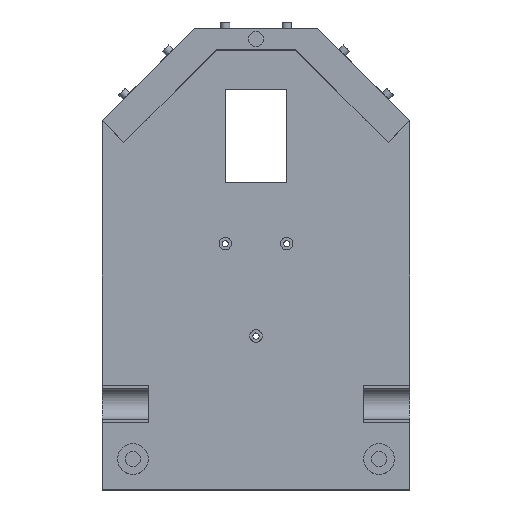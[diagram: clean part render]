
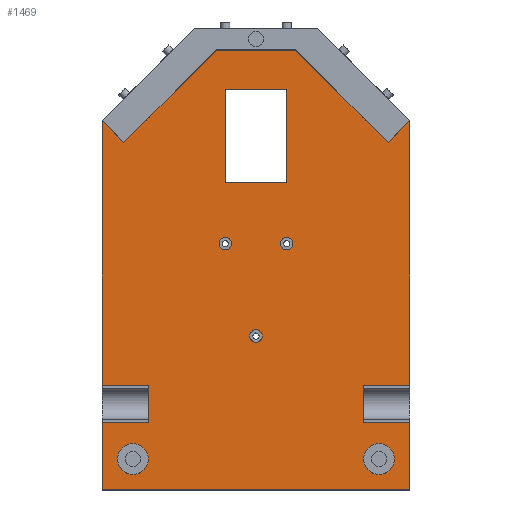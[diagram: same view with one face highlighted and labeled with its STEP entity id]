
A CAD part, top view. The second image highlights one B-rep face of the part: STEP entity #1469.
In plain terms, the highlighted planar face has unit normal (0, 0, 1).
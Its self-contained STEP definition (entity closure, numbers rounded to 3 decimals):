
#21=FACE_BOUND('',#498,.T.);
#22=FACE_BOUND('',#499,.T.);
#23=FACE_BOUND('',#500,.T.);
#24=FACE_BOUND('',#501,.T.);
#25=FACE_BOUND('',#502,.T.);
#26=FACE_BOUND('',#503,.T.);
#76=LINE('',#2182,#227);
#79=LINE('',#2188,#230);
#82=LINE('',#2194,#233);
#85=LINE('',#2198,#236);
#87=LINE('',#2204,#238);
#105=LINE('',#2243,#256);
#106=LINE('',#2245,#257);
#107=LINE('',#2248,#258);
#108=LINE('',#2250,#259);
#109=LINE('',#2252,#260);
#110=LINE('',#2254,#261);
#111=LINE('',#2256,#262);
#112=LINE('',#2258,#263);
#113=LINE('',#2260,#264);
#114=LINE('',#2262,#265);
#115=LINE('',#2264,#266);
#116=LINE('',#2266,#267);
#117=LINE('',#2268,#268);
#118=LINE('',#2269,#269);
#119=LINE('',#2270,#270);
#227=VECTOR('',#1748,10.);
#230=VECTOR('',#1753,10.);
#233=VECTOR('',#1758,10.);
#236=VECTOR('',#1763,10.);
#238=VECTOR('',#1767,10.);
#256=VECTOR('',#1801,10.);
#257=VECTOR('',#1804,10.);
#258=VECTOR('',#1807,10.);
#259=VECTOR('',#1808,10.);
#260=VECTOR('',#1809,10.);
#261=VECTOR('',#1810,10.);
#262=VECTOR('',#1811,10.);
#263=VECTOR('',#1812,10.);
#264=VECTOR('',#1813,10.);
#265=VECTOR('',#1814,10.);
#266=VECTOR('',#1815,10.);
#267=VECTOR('',#1816,10.);
#268=VECTOR('',#1817,10.);
#269=VECTOR('',#1818,10.);
#270=VECTOR('',#1819,10.);
#406=FACE_OUTER_BOUND('',#497,.T.);
#497=EDGE_LOOP('',(#1074,#1075,#1076,#1077,#1078,#1079,#1080,#1081,#1082,
#1083,#1084,#1085,#1086,#1087,#1088,#1089));
#498=EDGE_LOOP('',(#1090,#1091,#1092,#1093));
#499=EDGE_LOOP('',(#1094));
#500=EDGE_LOOP('',(#1095));
#501=EDGE_LOOP('',(#1096));
#502=EDGE_LOOP('',(#1097));
#503=EDGE_LOOP('',(#1098));
#606=CIRCLE('',#1581,5.);
#607=CIRCLE('',#1582,5.);
#608=CIRCLE('',#1583,2.);
#609=CIRCLE('',#1584,2.);
#610=CIRCLE('',#1585,2.);
#664=VERTEX_POINT('',#2160);
#673=VERTEX_POINT('',#2179);
#674=VERTEX_POINT('',#2181);
#676=VERTEX_POINT('',#2187);
#678=VERTEX_POINT('',#2193);
#680=VERTEX_POINT('',#2201);
#681=VERTEX_POINT('',#2203);
#693=VERTEX_POINT('',#2239);
#694=VERTEX_POINT('',#2241);
#695=VERTEX_POINT('',#2247);
#696=VERTEX_POINT('',#2249);
#697=VERTEX_POINT('',#2251);
#698=VERTEX_POINT('',#2253);
#699=VERTEX_POINT('',#2255);
#700=VERTEX_POINT('',#2257);
#701=VERTEX_POINT('',#2259);
#702=VERTEX_POINT('',#2261);
#703=VERTEX_POINT('',#2263);
#704=VERTEX_POINT('',#2265);
#705=VERTEX_POINT('',#2267);
#706=VERTEX_POINT('',#2271);
#707=VERTEX_POINT('',#2273);
#708=VERTEX_POINT('',#2275);
#709=VERTEX_POINT('',#2277);
#710=VERTEX_POINT('',#2279);
#811=EDGE_CURVE('',#674,#673,#76,.T.);
#814=EDGE_CURVE('',#676,#674,#79,.T.);
#817=EDGE_CURVE('',#678,#676,#82,.T.);
#820=EDGE_CURVE('',#673,#678,#85,.T.);
#822=EDGE_CURVE('',#681,#680,#87,.T.);
#842=EDGE_CURVE('',#693,#694,#105,.T.);
#843=EDGE_CURVE('',#694,#681,#106,.T.);
#844=EDGE_CURVE('',#680,#695,#107,.T.);
#845=EDGE_CURVE('',#695,#696,#108,.T.);
#846=EDGE_CURVE('',#696,#697,#109,.T.);
#847=EDGE_CURVE('',#697,#698,#110,.T.);
#848=EDGE_CURVE('',#698,#699,#111,.T.);
#849=EDGE_CURVE('',#699,#700,#112,.T.);
#850=EDGE_CURVE('',#700,#701,#113,.T.);
#851=EDGE_CURVE('',#701,#702,#114,.T.);
#852=EDGE_CURVE('',#702,#703,#115,.T.);
#853=EDGE_CURVE('',#703,#704,#116,.T.);
#854=EDGE_CURVE('',#704,#705,#117,.T.);
#855=EDGE_CURVE('',#705,#664,#118,.T.);
#856=EDGE_CURVE('',#664,#693,#119,.T.);
#857=EDGE_CURVE('',#706,#706,#606,.T.);
#858=EDGE_CURVE('',#707,#707,#607,.T.);
#859=EDGE_CURVE('',#708,#708,#608,.T.);
#860=EDGE_CURVE('',#709,#709,#609,.T.);
#861=EDGE_CURVE('',#710,#710,#610,.T.);
#1074=ORIENTED_EDGE('',*,*,#842,.T.);
#1075=ORIENTED_EDGE('',*,*,#843,.T.);
#1076=ORIENTED_EDGE('',*,*,#822,.T.);
#1077=ORIENTED_EDGE('',*,*,#844,.T.);
#1078=ORIENTED_EDGE('',*,*,#845,.T.);
#1079=ORIENTED_EDGE('',*,*,#846,.T.);
#1080=ORIENTED_EDGE('',*,*,#847,.T.);
#1081=ORIENTED_EDGE('',*,*,#848,.T.);
#1082=ORIENTED_EDGE('',*,*,#849,.T.);
#1083=ORIENTED_EDGE('',*,*,#850,.T.);
#1084=ORIENTED_EDGE('',*,*,#851,.T.);
#1085=ORIENTED_EDGE('',*,*,#852,.T.);
#1086=ORIENTED_EDGE('',*,*,#853,.T.);
#1087=ORIENTED_EDGE('',*,*,#854,.T.);
#1088=ORIENTED_EDGE('',*,*,#855,.T.);
#1089=ORIENTED_EDGE('',*,*,#856,.T.);
#1090=ORIENTED_EDGE('',*,*,#811,.T.);
#1091=ORIENTED_EDGE('',*,*,#820,.T.);
#1092=ORIENTED_EDGE('',*,*,#817,.T.);
#1093=ORIENTED_EDGE('',*,*,#814,.T.);
#1094=ORIENTED_EDGE('',*,*,#857,.T.);
#1095=ORIENTED_EDGE('',*,*,#858,.T.);
#1096=ORIENTED_EDGE('',*,*,#859,.T.);
#1097=ORIENTED_EDGE('',*,*,#860,.T.);
#1098=ORIENTED_EDGE('',*,*,#861,.T.);
#1407=PLANE('',#1580);
#1469=ADVANCED_FACE('',(#406,#21,#22,#23,#24,#25,#26),#1407,.T.);
#1580=AXIS2_PLACEMENT_3D('',#2246,#1805,#1806);
#1581=AXIS2_PLACEMENT_3D('',#2272,#1820,#1821);
#1582=AXIS2_PLACEMENT_3D('',#2274,#1822,#1823);
#1583=AXIS2_PLACEMENT_3D('',#2276,#1824,#1825);
#1584=AXIS2_PLACEMENT_3D('',#2278,#1826,#1827);
#1585=AXIS2_PLACEMENT_3D('',#2280,#1828,#1829);
#1748=DIRECTION('',(1.,0.,0.));
#1753=DIRECTION('',(0.,1.,0.));
#1758=DIRECTION('',(-1.,0.,0.));
#1763=DIRECTION('',(0.,-1.,0.));
#1767=DIRECTION('',(-1.,0.,0.));
#1801=DIRECTION('',(1.,0.,0.));
#1804=DIRECTION('',(0.,-1.,0.));
#1805=DIRECTION('center_axis',(0.,0.,1.));
#1806=DIRECTION('ref_axis',(1.,0.,0.));
#1807=DIRECTION('',(0.,-1.,0.));
#1808=DIRECTION('',(1.,0.,0.));
#1809=DIRECTION('',(0.,1.,0.));
#1810=DIRECTION('',(-1.,0.,0.));
#1811=DIRECTION('',(0.,1.,0.));
#1812=DIRECTION('',(1.,0.,0.));
#1813=DIRECTION('',(0.,1.,0.));
#1814=DIRECTION('',(-0.707,-0.707,0.));
#1815=DIRECTION('',(-0.707,0.707,0.));
#1816=DIRECTION('',(-1.,0.,0.));
#1817=DIRECTION('',(-0.707,-0.707,0.));
#1818=DIRECTION('',(-0.707,0.707,0.));
#1819=DIRECTION('',(0.,-1.,0.));
#1820=DIRECTION('center_axis',(0.,0.,-1.));
#1821=DIRECTION('ref_axis',(-1.,0.,0.));
#1822=DIRECTION('center_axis',(0.,0.,-1.));
#1823=DIRECTION('ref_axis',(-1.,0.,0.));
#1824=DIRECTION('center_axis',(0.,0.,-1.));
#1825=DIRECTION('ref_axis',(-1.,0.,0.));
#1826=DIRECTION('center_axis',(0.,0.,-1.));
#1827=DIRECTION('ref_axis',(-1.,0.,0.));
#1828=DIRECTION('center_axis',(0.,0.,-1.));
#1829=DIRECTION('ref_axis',(-1.,0.,0.));
#2160=CARTESIAN_POINT('',(0.,120.,10.));
#2179=CARTESIAN_POINT('',(60.,130.,10.));
#2181=CARTESIAN_POINT('',(40.,130.,10.));
#2182=CARTESIAN_POINT('',(45.,130.,10.));
#2187=CARTESIAN_POINT('',(40.,100.,10.));
#2188=CARTESIAN_POINT('',(40.,87.5,10.));
#2193=CARTESIAN_POINT('',(60.,100.,10.));
#2194=CARTESIAN_POINT('',(55.,100.,10.));
#2198=CARTESIAN_POINT('',(60.,102.5,10.));
#2201=CARTESIAN_POINT('',(0.,22.,10.));
#2203=CARTESIAN_POINT('',(15.,22.,10.));
#2204=CARTESIAN_POINT('',(25.,22.,10.));
#2239=CARTESIAN_POINT('',(0.,34.,10.));
#2241=CARTESIAN_POINT('',(15.,34.,10.));
#2243=CARTESIAN_POINT('',(25.,34.,10.));
#2245=CARTESIAN_POINT('',(15.,51.5,10.));
#2246=CARTESIAN_POINT('Origin',(50.,75.,10.));
#2247=CARTESIAN_POINT('',(0.,0.,10.));
#2248=CARTESIAN_POINT('',(0.,120.,10.));
#2249=CARTESIAN_POINT('',(100.,0.,10.));
#2250=CARTESIAN_POINT('',(0.,0.,10.));
#2251=CARTESIAN_POINT('',(100.,22.,10.));
#2252=CARTESIAN_POINT('',(100.,0.,10.));
#2253=CARTESIAN_POINT('',(85.,22.,10.));
#2254=CARTESIAN_POINT('',(75.,22.,10.));
#2255=CARTESIAN_POINT('',(85.,34.,10.));
#2256=CARTESIAN_POINT('',(85.,51.5,10.));
#2257=CARTESIAN_POINT('',(100.,34.,10.));
#2258=CARTESIAN_POINT('',(75.,34.,10.));
#2259=CARTESIAN_POINT('',(100.,120.,10.));
#2260=CARTESIAN_POINT('',(100.,0.,10.));
#2261=CARTESIAN_POINT('',(92.929,112.929,10.));
#2262=CARTESIAN_POINT('',(72.714,92.714,10.));
#2263=CARTESIAN_POINT('',(62.929,142.929,10.));
#2264=CARTESIAN_POINT('',(76.679,129.179,10.));
#2265=CARTESIAN_POINT('',(37.071,142.929,10.));
#2266=CARTESIAN_POINT('',(43.536,142.929,10.));
#2267=CARTESIAN_POINT('',(7.071,112.929,10.));
#2268=CARTESIAN_POINT('',(8.321,114.179,10.));
#2269=CARTESIAN_POINT('',(23.75,96.25,10.));
#2270=CARTESIAN_POINT('',(0.,120.,10.));
#2271=CARTESIAN_POINT('',(95.,10.,10.));
#2272=CARTESIAN_POINT('Origin',(90.,10.,10.));
#2273=CARTESIAN_POINT('',(15.,10.,10.));
#2274=CARTESIAN_POINT('Origin',(10.,10.,10.));
#2275=CARTESIAN_POINT('',(52.,50.,10.));
#2276=CARTESIAN_POINT('Origin',(50.,50.,10.));
#2277=CARTESIAN_POINT('',(62.,80.,10.));
#2278=CARTESIAN_POINT('Origin',(60.,80.,10.));
#2279=CARTESIAN_POINT('',(42.,80.,10.));
#2280=CARTESIAN_POINT('Origin',(40.,80.,10.));
